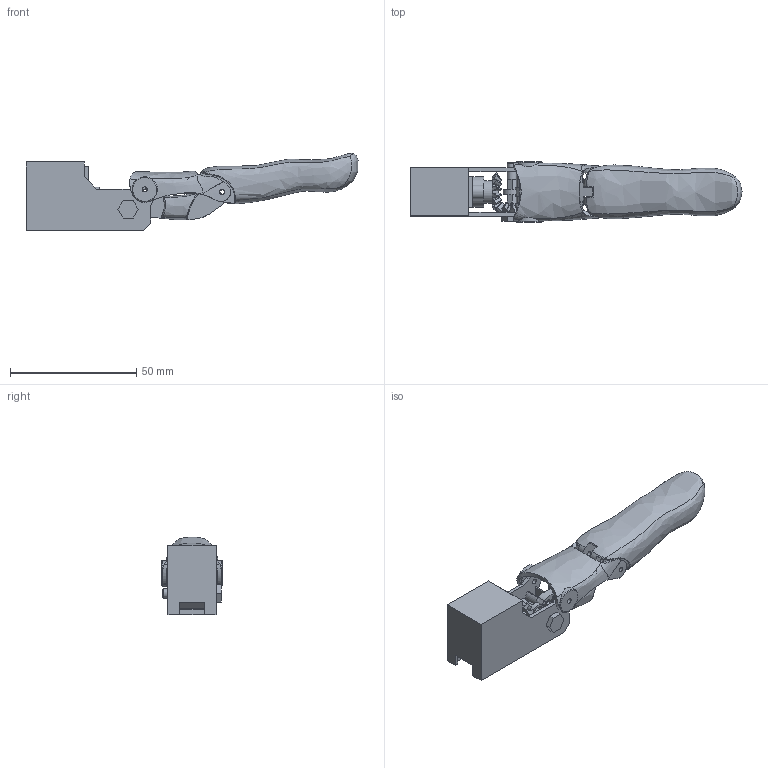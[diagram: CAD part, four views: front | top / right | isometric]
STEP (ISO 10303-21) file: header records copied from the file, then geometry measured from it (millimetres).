
FILE_DESCRIPTION(/* description */ (''),/* implementation_level */ '2;1');
FILE_NAME(/* name */ 'dode indice lab v0.step',/* time_stamp */ '2022-10-17T16:30:35-05:00',/* author */ (''),/* organization */ (''),/* preprocessor_version */ 'ST-DEVELOPER v19',/* originating_system */ 'Autodesk Translation Framework v11.7.0.108',/* authorisation */ '');
FILE_SCHEMA (('AUTOMOTIVE_DESIGN { 1 0 10303 214 3 1 1 }'));
Products named in the file (10): dode indice lab; DedoRobotico_Case v1; DR_Link_1 v1; DR_Link_2 v1; DR_GearL v1; DR_Eje v1; Pivote; MG90S_Rev3 v3; Falange_N; GearMotriz_Rev v2
Assembly tree (9 placements, depth 2):
  dode indice lab
    DedoRobotico_Case v1
    DR_Link_1 v1
    DR_Link_2 v1
    DR_GearL v1
    DR_Eje v1
    Pivote
    MG90S_Rev3 v3
    Falange_N
    GearMotriz_Rev v2
Bounding box: 131.73 x 24 x 30.75 mm (x, y, z)
Volume: 31138.4 mm3; surface area: 19004.3 mm2
Topology: 9 solids, 9 shells, 524 faces, 1443 edges, 944 vertices
Faces by surface type: bspline 295, plane 101, cone 85, cylinder 40, torus 3
Full cylindrical faces by diameter (mm): 2 x10, 2.25 x1, 3.8 x1, 4 x1, 4.8 x1, 5 x4, 6 x2, 7 x1, 9 x1, 10 x2
Entity records: 37322 total; most frequent: CARTESIAN_POINT 26219, ORIENTED_EDGE 2886, EDGE_CURVE 1443, DIRECTION 1194, VERTEX_POINT 944, B_SPLINE_CURVE_WITH_KNOTS 942, EDGE_LOOP 565, FACE_OUTER_BOUND 524
